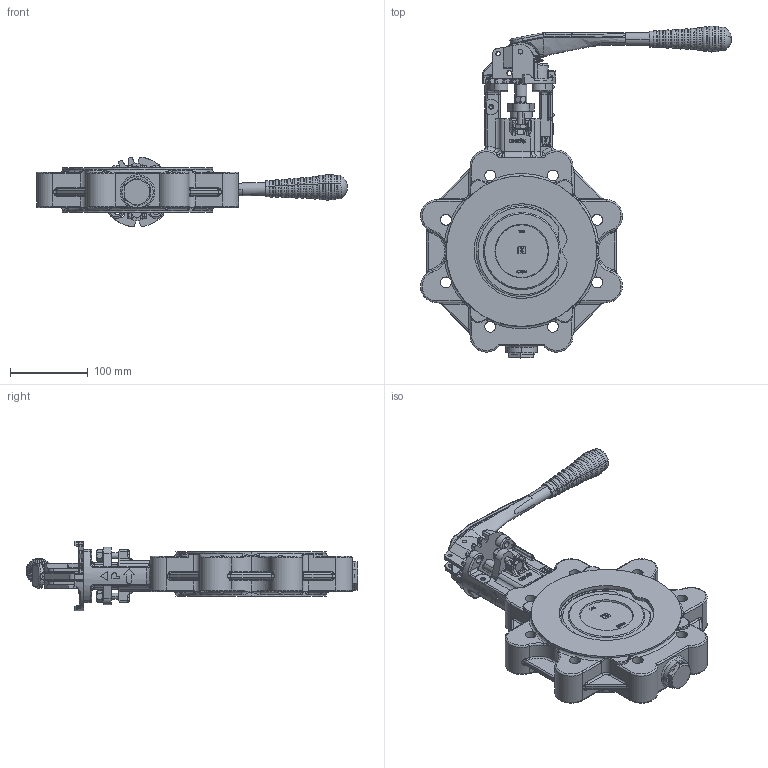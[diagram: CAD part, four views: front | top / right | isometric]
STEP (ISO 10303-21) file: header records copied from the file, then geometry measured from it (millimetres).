
FILE_DESCRIPTION (( 'STEP AP203' ), '1' );
FILE_NAME ('5590T12501_16.STEP', '2024-04-15T10:04:53', ( '' ), ( '' ), 'SwSTEP 2.0', 'SolidWorks 2022', '' );
FILE_SCHEMA (( 'CONFIG_CONTROL_DESIGN' ));
Products named in the file (1): 5590T12501_16
Bounding box: 398.72 x 425.75 x 89.4 mm (x, y, z)
Volume: 2278225.3 mm3; surface area: 291872.4 mm2
Topology: 12 solids, 13 shells, 3672 faces, 9661 edges, 6113 vertices
Faces by surface type: plane 1541, bspline 1135, cylinder 581, torus 287, cone 108, sphere 20
Entity records: 166544 total; most frequent: CARTESIAN_POINT 84048, ORIENTED_EDGE 19140, DIRECTION 13806, EDGE_CURVE 9570, VERTEX_POINT 6113, VECTOR 4970, LINE 4970, AXIS2_PLACEMENT_3D 4418
